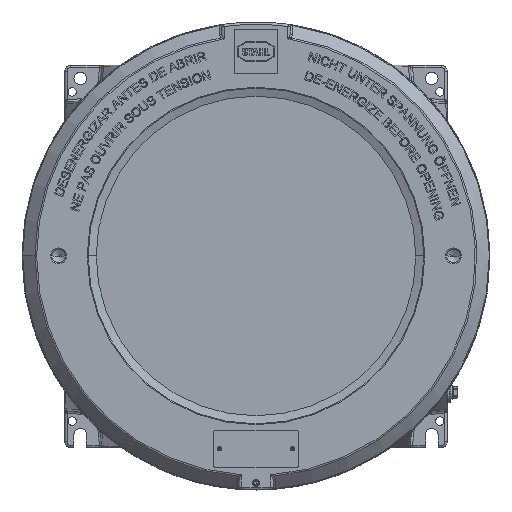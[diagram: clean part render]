
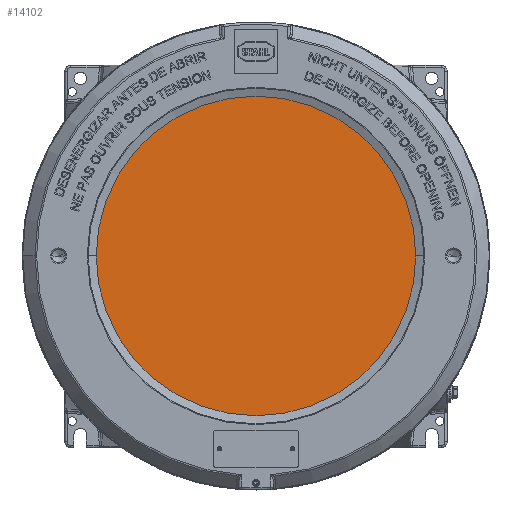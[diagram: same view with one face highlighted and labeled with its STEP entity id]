
A CAD part, top view. The second image highlights one B-rep face of the part: STEP entity #14102.
In plain terms, the highlighted face is planar.
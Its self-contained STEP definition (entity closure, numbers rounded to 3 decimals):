
#1875 = EDGE_LOOP ( 'NONE', ( #22841, #94549 ) ) ;
#6404 = CARTESIAN_POINT ( 'NONE',  ( 3., 0., 0. ) ) ;
#8224 = CARTESIAN_POINT ( 'NONE',  ( 3., 0., 0. ) ) ;
#8708 = PLANE ( 'NONE',  #90869 ) ;
#10860 = CARTESIAN_POINT ( 'NONE',  ( 3., 0., -140. ) ) ;
#14102 = ADVANCED_FACE ( 'NONE', ( #61464 ), #8708, .F. ) ;
#14870 = DIRECTION ( 'NONE',  ( 0., 0., 1. ) ) ;
#15163 = AXIS2_PLACEMENT_3D ( 'NONE', #6404, #65303, #14870 ) ;
#16688 = DIRECTION ( 'NONE',  ( 0., 0., 1. ) ) ;
#17169 = DIRECTION ( 'NONE',  ( 1., 0., 0. ) ) ;
#22841 = ORIENTED_EDGE ( 'NONE', *, *, #67758, .T. ) ;
#44868 = CIRCLE ( 'NONE', #15163, 140. ) ;
#57288 = CIRCLE ( 'NONE', #73849, 140. ) ;
#59136 = CARTESIAN_POINT ( 'NONE',  ( 3., 0., 0. ) ) ;
#61464 = FACE_OUTER_BOUND ( 'NONE', #1875, .T. ) ;
#65303 = DIRECTION ( 'NONE',  ( -1., 0., 0. ) ) ;
#67108 = DIRECTION ( 'NONE',  ( -1., 0., 0. ) ) ;
#67758 = EDGE_CURVE ( 'NONE', #87395, #72276, #57288, .T. ) ;
#71455 = CARTESIAN_POINT ( 'NONE',  ( 3., 0., 140. ) ) ;
#72276 = VERTEX_POINT ( 'NONE', #10860 ) ;
#73849 = AXIS2_PLACEMENT_3D ( 'NONE', #8224, #67108, #16688 ) ;
#76012 = DIRECTION ( 'NONE',  ( 0., 0., -1. ) ) ;
#87395 = VERTEX_POINT ( 'NONE', #71455 ) ;
#90869 = AXIS2_PLACEMENT_3D ( 'NONE', #59136, #17169, #76012 ) ;
#94549 = ORIENTED_EDGE ( 'NONE', *, *, #103312, .T. ) ;
#103312 = EDGE_CURVE ( 'NONE', #72276, #87395, #44868, .T. ) ;
